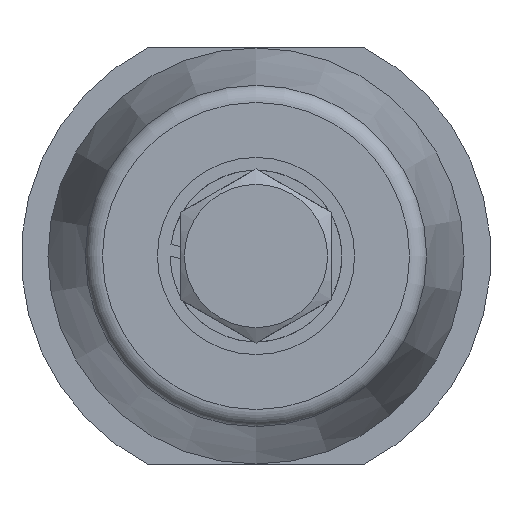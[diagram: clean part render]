
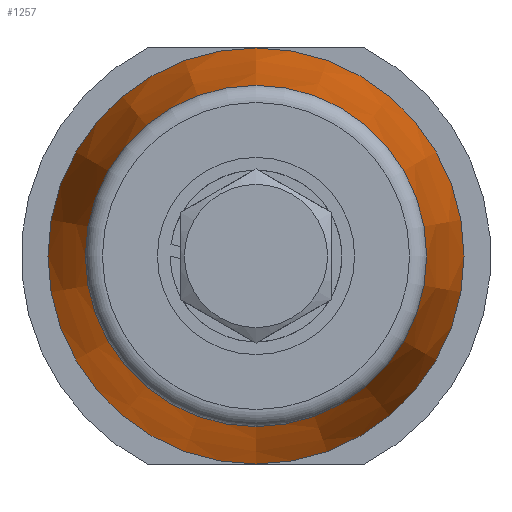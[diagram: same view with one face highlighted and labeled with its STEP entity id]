
A CAD part, front view. The second image highlights one B-rep face of the part: STEP entity #1257.
In plain terms, the highlighted conical face has half-angle 10 degrees and reference radius 14.5 mm.
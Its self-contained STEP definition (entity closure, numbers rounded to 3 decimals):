
#111 = CARTESIAN_POINT ( 'NONE',  ( 0., -24.26, 0. ) ) ;
#159 = FACE_BOUND ( 'NONE', #976, .T. ) ;
#167 = ORIENTED_EDGE ( 'NONE', *, *, #570, .T. ) ;
#192 = AXIS2_PLACEMENT_3D ( 'NONE', #1848, #1014, #681 ) ;
#284 = DIRECTION ( 'NONE',  ( 0., 0., -1. ) ) ;
#497 = AXIS2_PLACEMENT_3D ( 'NONE', #989, #2166, #1159 ) ;
#535 = VERTEX_POINT ( 'NONE', #1336 ) ;
#546 = CONICAL_SURFACE ( 'NONE', #192, 14.5, 0.175 ) ;
#570 = EDGE_CURVE ( 'NONE', #535, #535, #1814, .T. ) ;
#681 = DIRECTION ( 'NONE',  ( 0., 0., 1. ) ) ;
#976 = EDGE_LOOP ( 'NONE', ( #167 ) ) ;
#989 = CARTESIAN_POINT ( 'NONE',  ( 0., -6., 0. ) ) ;
#1014 = DIRECTION ( 'NONE',  ( 0., 1., 0. ) ) ;
#1159 = DIRECTION ( 'NONE',  ( 0., 0., 1. ) ) ;
#1257 = ADVANCED_FACE ( 'NONE', ( #159, #1495 ), #546, .T. ) ;
#1259 = VERTEX_POINT ( 'NONE', #1349 ) ;
#1276 = DIRECTION ( 'NONE',  ( 0., 1., 0. ) ) ;
#1336 = CARTESIAN_POINT ( 'NONE',  ( 0., -24.26, -14.719 ) ) ;
#1349 = CARTESIAN_POINT ( 'NONE',  ( 0., -6., 17.938 ) ) ;
#1495 = FACE_OUTER_BOUND ( 'NONE', #1713, .T. ) ;
#1531 = ORIENTED_EDGE ( 'NONE', *, *, #2139, .F. ) ;
#1713 = EDGE_LOOP ( 'NONE', ( #1531 ) ) ;
#1814 = CIRCLE ( 'NONE', #1927, 14.719 ) ;
#1848 = CARTESIAN_POINT ( 'NONE',  ( 0., -25.5, 0. ) ) ;
#1927 = AXIS2_PLACEMENT_3D ( 'NONE', #111, #1276, #284 ) ;
#2030 = CIRCLE ( 'NONE', #497, 17.938 ) ;
#2139 = EDGE_CURVE ( 'NONE', #1259, #1259, #2030, .T. ) ;
#2166 = DIRECTION ( 'NONE',  ( 0., 1., 0. ) ) ;
